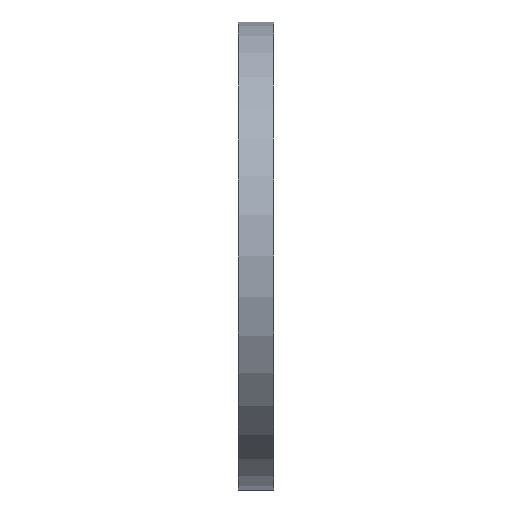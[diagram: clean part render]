
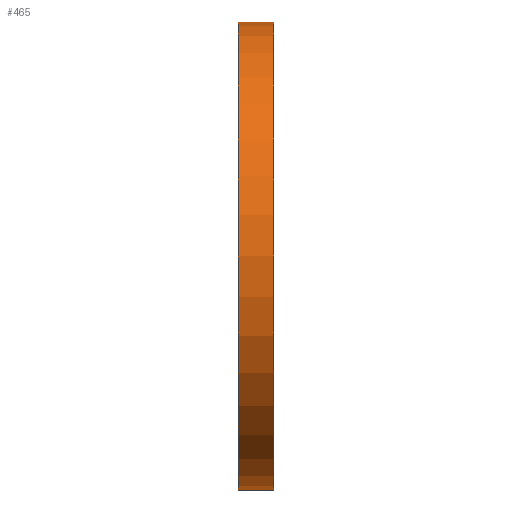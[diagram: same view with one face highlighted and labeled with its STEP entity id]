
A CAD part, front view. The second image highlights one B-rep face of the part: STEP entity #465.
In plain terms, the highlighted cylindrical face has radius 299.5 mm (diameter 599 mm), a partial arc.
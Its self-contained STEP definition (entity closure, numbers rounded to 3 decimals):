
#251 = VERTEX_POINT( '', #706 );
#287 = EDGE_CURVE( '', #497, #251, #743, .T. );
#465 = ADVANCED_FACE( '', ( #943 ), #944, .T. );
#479 = EDGE_CURVE( '', #251, #679, #959, .T. );
#497 = VERTEX_POINT( '', #979 );
#513 = VERTEX_POINT( '', #995 );
#661 = EDGE_CURVE( '', #679, #513, #1186, .T. );
#663 = EDGE_CURVE( '', #513, #497, #1188, .T. );
#679 = VERTEX_POINT( '', #1205 );
#706 = CARTESIAN_POINT( '', ( 0., 0., 299.5 ) );
#743 = LINE( '', #1272, #1273 );
#943 = FACE_OUTER_BOUND( '', #1526, .T. );
#944 = CYLINDRICAL_SURFACE( '', #1527, 299.5 );
#959 = CIRCLE( '', #1549, 299.5 );
#979 = CARTESIAN_POINT( '', ( 46., 0., 299.5 ) );
#995 = CARTESIAN_POINT( '', ( 46., 0., -299.5 ) );
#1186 = LINE( '', #1838, #1839 );
#1188 = CIRCLE( '', #1842, 299.5 );
#1205 = CARTESIAN_POINT( '', ( 0., 0., -299.5 ) );
#1272 = CARTESIAN_POINT( '', ( 0., 0., 299.5 ) );
#1273 = VECTOR( '', #1913, 1. );
#1526 = EDGE_LOOP( '', ( #2184, #2185, #2186, #2187 ) );
#1527 = AXIS2_PLACEMENT_3D( '', #2188, #2189, #2190 );
#1549 = AXIS2_PLACEMENT_3D( '', #2207, #2208, #2209 );
#1838 = CARTESIAN_POINT( '', ( 0., 0., -299.5 ) );
#1839 = VECTOR( '', #2470, 1. );
#1842 = AXIS2_PLACEMENT_3D( '', #2471, #2472, #2473 );
#1913 = DIRECTION( '', ( -1., 0., 0. ) );
#2184 = ORIENTED_EDGE( '', *, *, #661, .T. );
#2185 = ORIENTED_EDGE( '', *, *, #663, .T. );
#2186 = ORIENTED_EDGE( '', *, *, #287, .T. );
#2187 = ORIENTED_EDGE( '', *, *, #479, .T. );
#2188 = CARTESIAN_POINT( '', ( 0., 0., 0. ) );
#2189 = DIRECTION( '', ( -1., 0., 0. ) );
#2190 = DIRECTION( '', ( 0., 0., -1. ) );
#2207 = CARTESIAN_POINT( '', ( 0., 0., 0. ) );
#2208 = DIRECTION( '', ( 1., 0., 0. ) );
#2209 = DIRECTION( '', ( 0., 0., -1. ) );
#2470 = DIRECTION( '', ( 1., 0., 0. ) );
#2471 = CARTESIAN_POINT( '', ( 46., 0., 0. ) );
#2472 = DIRECTION( '', ( -1., 0., 0. ) );
#2473 = DIRECTION( '', ( 0., 0., -1. ) );
